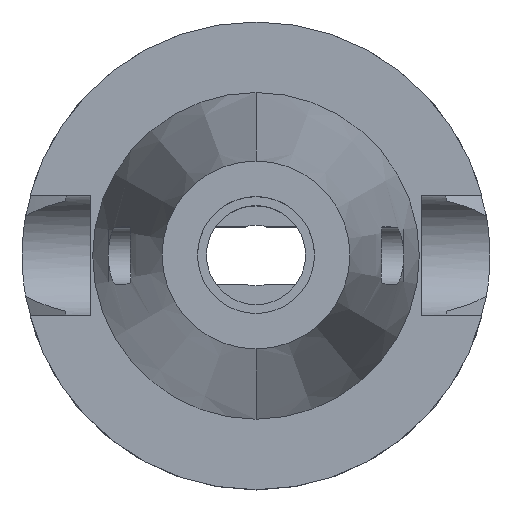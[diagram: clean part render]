
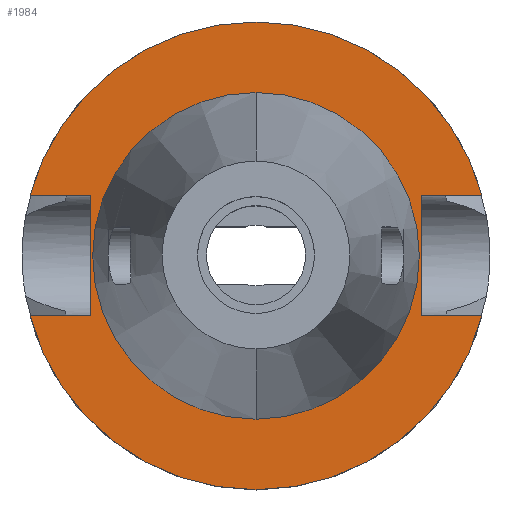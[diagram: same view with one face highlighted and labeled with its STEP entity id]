
A CAD part, top view. The second image highlights one B-rep face of the part: STEP entity #1984.
In plain terms, the highlighted planar face has unit normal (0, 0, 1).
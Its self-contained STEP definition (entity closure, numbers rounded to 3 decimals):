
#485=DIRECTION('',(0.,1.,0.));
#486=VECTOR('',#485,25.7);
#487=CARTESIAN_POINT('',(-35.4,-12.85,-1.5));
#488=LINE('',#487,#486);
#492=DIRECTION('',(-1.,0.,0.));
#493=VECTOR('',#492,12.921);
#494=CARTESIAN_POINT('',(-35.4,12.85,-1.5));
#495=LINE('',#494,#493);
#499=CARTESIAN_POINT('',(0.,0.,-1.5));
#500=DIRECTION('',(0.,0.,-1.));
#501=DIRECTION('',(-0.966,0.257,0.));
#502=AXIS2_PLACEMENT_3D('',#499,#500,#501);
#507=CARTESIAN_POINT('',(0.,0.,-1.5));
#508=DIRECTION('',(0.,0.,-1.));
#509=DIRECTION('',(0.,1.,0.));
#510=AXIS2_PLACEMENT_3D('',#507,#508,#509);
#515=DIRECTION('',(0.,-1.,0.));
#516=VECTOR('',#515,25.7);
#517=CARTESIAN_POINT('',(35.4,12.85,-1.5));
#518=LINE('',#517,#516);
#522=DIRECTION('',(1.,0.,0.));
#523=VECTOR('',#522,12.921);
#524=CARTESIAN_POINT('',(35.4,-12.85,-1.5));
#525=LINE('',#524,#523);
#529=CARTESIAN_POINT('',(0.,0.,-1.5));
#530=DIRECTION('',(0.,0.,-1.));
#531=DIRECTION('',(0.966,-0.257,0.));
#532=AXIS2_PLACEMENT_3D('',#529,#530,#531);
#537=CARTESIAN_POINT('',(0.,0.,-1.5));
#538=DIRECTION('',(0.,0.,-1.));
#539=DIRECTION('',(0.,-1.,0.));
#540=AXIS2_PLACEMENT_3D('',#537,#538,#539);
#545=CARTESIAN_POINT('',(0.,0.,-1.5));
#546=DIRECTION('',(0.,0.,1.));
#547=DIRECTION('',(0.,-1.,0.));
#548=AXIS2_PLACEMENT_3D('',#545,#546,#547);
#553=CARTESIAN_POINT('',(0.,0.,-1.5));
#554=DIRECTION('',(0.,0.,1.));
#555=DIRECTION('',(0.,1.,0.));
#556=AXIS2_PLACEMENT_3D('',#553,#554,#555);
#591=DIRECTION('',(-1.,0.,0.));
#592=VECTOR('',#591,12.921);
#593=CARTESIAN_POINT('',(-35.4,-12.85,-1.5));
#594=LINE('',#593,#592);
#1273=DIRECTION('',(1.,0.,0.));
#1274=VECTOR('',#1273,12.921);
#1275=CARTESIAN_POINT('',(35.4,12.85,-1.5));
#1276=LINE('',#1275,#1274);
#1518=CARTESIAN_POINT('',(0.,34.925,-1.5));
#1519=VERTEX_POINT('',#1518);
#1520=CARTESIAN_POINT('',(0.,-34.925,-1.5));
#1521=VERTEX_POINT('',#1520);
#1522=CARTESIAN_POINT('',(-35.4,-12.85,-1.5));
#1523=CARTESIAN_POINT('',(-35.4,12.85,-1.5));
#1524=VERTEX_POINT('',#1522);
#1525=VERTEX_POINT('',#1523);
#1526=CARTESIAN_POINT('',(-48.321,12.85,-1.5));
#1527=VERTEX_POINT('',#1526);
#1528=CARTESIAN_POINT('',(0.,50.,-1.5));
#1529=CARTESIAN_POINT('',(48.321,12.85,-1.5));
#1530=VERTEX_POINT('',#1528);
#1531=VERTEX_POINT('',#1529);
#1532=CARTESIAN_POINT('',(35.4,12.85,-1.5));
#1533=VERTEX_POINT('',#1532);
#1534=CARTESIAN_POINT('',(35.4,-12.85,-1.5));
#1535=VERTEX_POINT('',#1534);
#1536=CARTESIAN_POINT('',(48.321,-12.85,-1.5));
#1537=VERTEX_POINT('',#1536);
#1538=CARTESIAN_POINT('',(0.,-50.,-1.5));
#1539=CARTESIAN_POINT('',(-48.321,-12.85,-1.5));
#1540=VERTEX_POINT('',#1538);
#1541=VERTEX_POINT('',#1539);
#1953=CARTESIAN_POINT('',(0.,0.,-1.5));
#1954=DIRECTION('',(0.,0.,-1.));
#1955=DIRECTION('',(0.,-1.,0.));
#1956=AXIS2_PLACEMENT_3D('',#1953,#1954,#1955);
#1957=PLANE('',#1956);
#1959=ORIENTED_EDGE('',*,*,#1958,.T.);
#1961=ORIENTED_EDGE('',*,*,#1960,.T.);
#1963=ORIENTED_EDGE('',*,*,#1962,.T.);
#1965=ORIENTED_EDGE('',*,*,#1964,.T.);
#1967=ORIENTED_EDGE('',*,*,#1966,.F.);
#1969=ORIENTED_EDGE('',*,*,#1968,.T.);
#1971=ORIENTED_EDGE('',*,*,#1970,.T.);
#1973=ORIENTED_EDGE('',*,*,#1972,.T.);
#1975=ORIENTED_EDGE('',*,*,#1974,.T.);
#1977=ORIENTED_EDGE('',*,*,#1976,.F.);
#1978=EDGE_LOOP('',(#1959,#1961,#1963,#1965,#1967,#1969,#1971,#1973,#1975,
#1977));
#1979=FACE_OUTER_BOUND('',#1978,.F.);
#1980=ORIENTED_EDGE('',*,*,#1946,.T.);
#1981=ORIENTED_EDGE('',*,*,#1935,.T.);
#1982=EDGE_LOOP('',(#1980,#1981));
#1983=FACE_BOUND('',#1982,.F.);
#503=CIRCLE('',#502,50.);
#511=CIRCLE('',#510,50.);
#533=CIRCLE('',#532,50.);
#541=CIRCLE('',#540,50.);
#549=CIRCLE('',#548,34.925);
#557=CIRCLE('',#556,34.925);
#1935=EDGE_CURVE('',#1519,#1521,#557,.T.);
#1946=EDGE_CURVE('',#1521,#1519,#549,.T.);
#1958=EDGE_CURVE('',#1524,#1525,#488,.T.);
#1960=EDGE_CURVE('',#1525,#1527,#495,.T.);
#1962=EDGE_CURVE('',#1527,#1530,#503,.T.);
#1964=EDGE_CURVE('',#1530,#1531,#511,.T.);
#1966=EDGE_CURVE('',#1533,#1531,#1276,.T.);
#1968=EDGE_CURVE('',#1533,#1535,#518,.T.);
#1970=EDGE_CURVE('',#1535,#1537,#525,.T.);
#1972=EDGE_CURVE('',#1537,#1540,#533,.T.);
#1974=EDGE_CURVE('',#1540,#1541,#541,.T.);
#1976=EDGE_CURVE('',#1524,#1541,#594,.T.);
#1984=ADVANCED_FACE('',(#1979,#1983),#1957,.F.);
